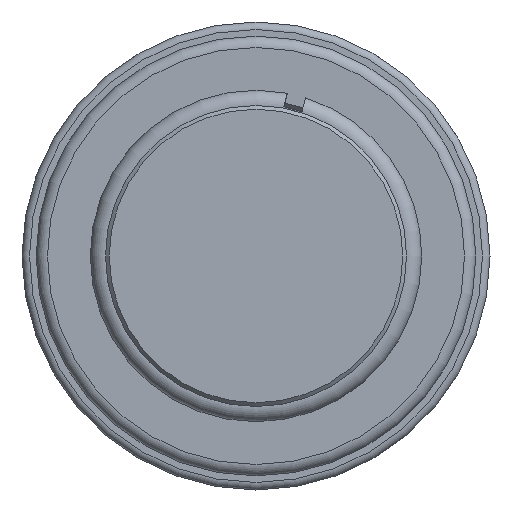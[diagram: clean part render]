
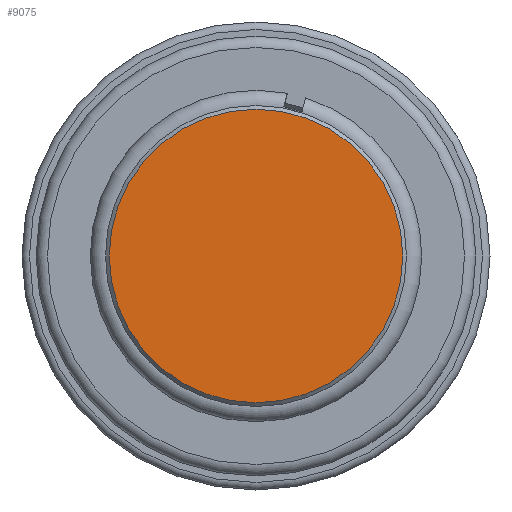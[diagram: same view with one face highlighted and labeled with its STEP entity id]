
A CAD part, left-side view. The second image highlights one B-rep face of the part: STEP entity #9075.
In plain terms, the highlighted planar face has unit normal (-1, 0, 0).
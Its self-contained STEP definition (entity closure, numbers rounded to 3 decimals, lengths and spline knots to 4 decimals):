
#890=PLANE('',#9629);
#1626=FACE_OUTER_BOUND('',#2128,.T.);
#2128=EDGE_LOOP('',(#6319));
#3722=CIRCLE('',#9630,7.775);
#3991=VERTEX_POINT('',#11948);
#4927=EDGE_CURVE('',#3991,#3991,#3722,.T.);
#6319=ORIENTED_EDGE('',*,*,#4927,.F.);
#9075=ADVANCED_FACE('',(#1626),#890,.T.);
#9629=AXIS2_PLACEMENT_3D('',#11947,#10259,#10260);
#9630=AXIS2_PLACEMENT_3D('',#11949,#10261,#10262);
#10259=DIRECTION('center_axis',(-1.,0.,0.));
#10260=DIRECTION('ref_axis',(0.,0.,1.));
#10261=DIRECTION('center_axis',(1.,0.,0.));
#10262=DIRECTION('ref_axis',(0.,1.,0.));
#11947=CARTESIAN_POINT('Origin',(0.,-6.7875,0.));
#11948=CARTESIAN_POINT('',(0.,-7.775,0.));
#11949=CARTESIAN_POINT('Origin',(0.,0.,0.));
